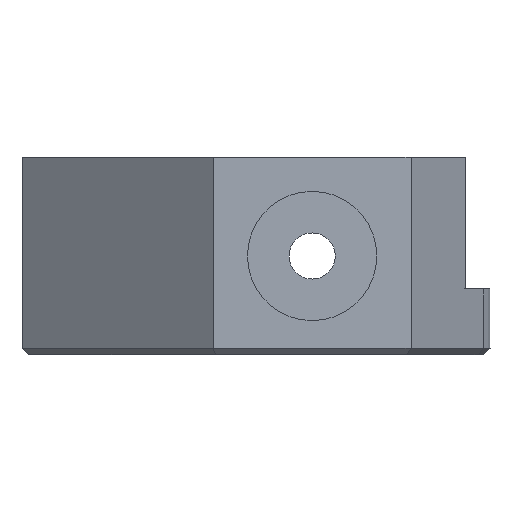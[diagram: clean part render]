
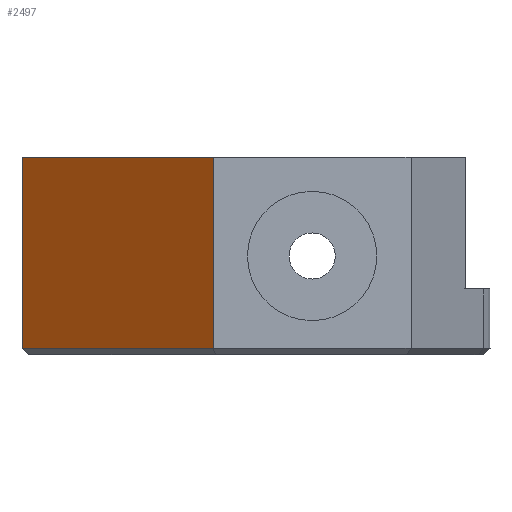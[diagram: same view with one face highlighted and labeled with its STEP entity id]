
A CAD part, left-side view. The second image highlights one B-rep face of the part: STEP entity #2497.
In plain terms, the highlighted planar face has unit normal (-0.783, 0.621, 0).
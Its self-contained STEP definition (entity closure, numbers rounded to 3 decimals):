
#83 = PLANE('',#84);
#84 = AXIS2_PLACEMENT_3D('',#85,#86,#87);
#85 = CARTESIAN_POINT('',(-15.11,-17.533,15.));
#86 = DIRECTION('',(0.,0.,1.));
#87 = DIRECTION('',(1.,0.,0.));
#517 = VERTEX_POINT('',#518);
#518 = CARTESIAN_POINT('',(-15.5,17.5,15.));
#532 = PLANE('',#533);
#533 = AXIS2_PLACEMENT_3D('',#534,#535,#536);
#534 = CARTESIAN_POINT('',(-15.5,17.5,0.));
#535 = DIRECTION('',(0.,1.,0.));
#536 = DIRECTION('',(1.,0.,0.));
#544 = EDGE_CURVE('',#545,#517,#547,.T.);
#545 = VERTEX_POINT('',#546);
#546 = CARTESIAN_POINT('',(-27.,3.,15.));
#547 = SURFACE_CURVE('',#548,(#552,#559),.PCURVE_S1.);
#548 = LINE('',#549,#550);
#549 = CARTESIAN_POINT('',(-27.,3.,15.));
#550 = VECTOR('',#551,1.);
#551 = DIRECTION('',(0.621,0.783,0.));
#552 = PCURVE('',#83,#553);
#553 = DEFINITIONAL_REPRESENTATION('',(#554),#558);
#554 = LINE('',#555,#556);
#555 = CARTESIAN_POINT('',(-11.89,20.533));
#556 = VECTOR('',#557,1.);
#557 = DIRECTION('',(0.621,0.783));
#558 = ( GEOMETRIC_REPRESENTATION_CONTEXT(2) 
PARAMETRIC_REPRESENTATION_CONTEXT() REPRESENTATION_CONTEXT('2D SPACE',''
  ) );
#559 = PCURVE('',#560,#565);
#560 = PLANE('',#561);
#561 = AXIS2_PLACEMENT_3D('',#562,#563,#564);
#562 = CARTESIAN_POINT('',(-27.,3.,0.));
#563 = DIRECTION('',(-0.783,0.621,0.));
#564 = DIRECTION('',(0.621,0.783,0.));
#565 = DEFINITIONAL_REPRESENTATION('',(#566),#570);
#566 = LINE('',#567,#568);
#567 = CARTESIAN_POINT('',(0.,-15.));
#568 = VECTOR('',#569,1.);
#569 = DIRECTION('',(1.,0.));
#570 = ( GEOMETRIC_REPRESENTATION_CONTEXT(2) 
PARAMETRIC_REPRESENTATION_CONTEXT() REPRESENTATION_CONTEXT('2D SPACE',''
  ) );
#588 = PLANE('',#589);
#589 = AXIS2_PLACEMENT_3D('',#590,#591,#592);
#590 = CARTESIAN_POINT('',(-27.,-12.,0.));
#591 = DIRECTION('',(-1.,0.,0.));
#592 = DIRECTION('',(0.,1.,0.));
#1088 = PLANE('',#1089);
#1089 = AXIS2_PLACEMENT_3D('',#1090,#1091,#1092);
#1090 = CARTESIAN_POINT('',(-26.804,2.845,0.25));
#1091 = DIRECTION('',(0.554,-0.439,0.707));
#1092 = DIRECTION('',(0.621,0.783,0.));
#2405 = EDGE_CURVE('',#2406,#517,#2408,.T.);
#2406 = VERTEX_POINT('',#2407);
#2407 = CARTESIAN_POINT('',(-15.5,17.5,0.5));
#2408 = SURFACE_CURVE('',#2409,(#2413,#2420),.PCURVE_S1.);
#2409 = LINE('',#2410,#2411);
#2410 = CARTESIAN_POINT('',(-15.5,17.5,0.));
#2411 = VECTOR('',#2412,1.);
#2412 = DIRECTION('',(0.,0.,1.));
#2413 = PCURVE('',#532,#2414);
#2414 = DEFINITIONAL_REPRESENTATION('',(#2415),#2419);
#2415 = LINE('',#2416,#2417);
#2416 = CARTESIAN_POINT('',(0.,0.));
#2417 = VECTOR('',#2418,1.);
#2418 = DIRECTION('',(0.,-1.));
#2419 = ( GEOMETRIC_REPRESENTATION_CONTEXT(2) 
PARAMETRIC_REPRESENTATION_CONTEXT() REPRESENTATION_CONTEXT('2D SPACE',''
  ) );
#2420 = PCURVE('',#560,#2421);
#2421 = DEFINITIONAL_REPRESENTATION('',(#2422),#2426);
#2422 = LINE('',#2423,#2424);
#2423 = CARTESIAN_POINT('',(18.507,0.));
#2424 = VECTOR('',#2425,1.);
#2425 = DIRECTION('',(0.,-1.));
#2426 = ( GEOMETRIC_REPRESENTATION_CONTEXT(2) 
PARAMETRIC_REPRESENTATION_CONTEXT() REPRESENTATION_CONTEXT('2D SPACE',''
  ) );
#2497 = ADVANCED_FACE('',(#2498),#560,.T.);
#2498 = FACE_BOUND('',#2499,.T.);
#2499 = EDGE_LOOP('',(#2500,#2523,#2524,#2525));
#2500 = ORIENTED_EDGE('',*,*,#2501,.T.);
#2501 = EDGE_CURVE('',#2502,#545,#2504,.T.);
#2502 = VERTEX_POINT('',#2503);
#2503 = CARTESIAN_POINT('',(-27.,3.,0.5));
#2504 = SURFACE_CURVE('',#2505,(#2509,#2516),.PCURVE_S1.);
#2505 = LINE('',#2506,#2507);
#2506 = CARTESIAN_POINT('',(-27.,3.,0.));
#2507 = VECTOR('',#2508,1.);
#2508 = DIRECTION('',(0.,0.,1.));
#2509 = PCURVE('',#560,#2510);
#2510 = DEFINITIONAL_REPRESENTATION('',(#2511),#2515);
#2511 = LINE('',#2512,#2513);
#2512 = CARTESIAN_POINT('',(0.,0.));
#2513 = VECTOR('',#2514,1.);
#2514 = DIRECTION('',(0.,-1.));
#2515 = ( GEOMETRIC_REPRESENTATION_CONTEXT(2) 
PARAMETRIC_REPRESENTATION_CONTEXT() REPRESENTATION_CONTEXT('2D SPACE',''
  ) );
#2516 = PCURVE('',#588,#2517);
#2517 = DEFINITIONAL_REPRESENTATION('',(#2518),#2522);
#2518 = LINE('',#2519,#2520);
#2519 = CARTESIAN_POINT('',(15.,0.));
#2520 = VECTOR('',#2521,1.);
#2521 = DIRECTION('',(0.,-1.));
#2522 = ( GEOMETRIC_REPRESENTATION_CONTEXT(2) 
PARAMETRIC_REPRESENTATION_CONTEXT() REPRESENTATION_CONTEXT('2D SPACE',''
  ) );
#2523 = ORIENTED_EDGE('',*,*,#544,.T.);
#2524 = ORIENTED_EDGE('',*,*,#2405,.F.);
#2525 = ORIENTED_EDGE('',*,*,#2526,.F.);
#2526 = EDGE_CURVE('',#2502,#2406,#2527,.T.);
#2527 = SURFACE_CURVE('',#2528,(#2532,#2539),.PCURVE_S1.);
#2528 = LINE('',#2529,#2530);
#2529 = CARTESIAN_POINT('',(-27.,3.,0.5));
#2530 = VECTOR('',#2531,1.);
#2531 = DIRECTION('',(0.621,0.783,0.));
#2532 = PCURVE('',#560,#2533);
#2533 = DEFINITIONAL_REPRESENTATION('',(#2534),#2538);
#2534 = LINE('',#2535,#2536);
#2535 = CARTESIAN_POINT('',(0.,-0.5));
#2536 = VECTOR('',#2537,1.);
#2537 = DIRECTION('',(1.,0.));
#2538 = ( GEOMETRIC_REPRESENTATION_CONTEXT(2) 
PARAMETRIC_REPRESENTATION_CONTEXT() REPRESENTATION_CONTEXT('2D SPACE',''
  ) );
#2539 = PCURVE('',#1088,#2540);
#2540 = DEFINITIONAL_REPRESENTATION('',(#2541),#2545);
#2541 = LINE('',#2542,#2543);
#2542 = CARTESIAN_POINT('',(0.,0.354));
#2543 = VECTOR('',#2544,1.);
#2544 = DIRECTION('',(1.,0.));
#2545 = ( GEOMETRIC_REPRESENTATION_CONTEXT(2) 
PARAMETRIC_REPRESENTATION_CONTEXT() REPRESENTATION_CONTEXT('2D SPACE',''
  ) );
